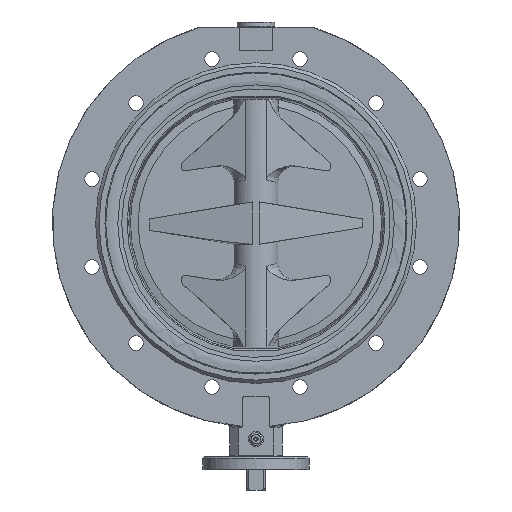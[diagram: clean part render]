
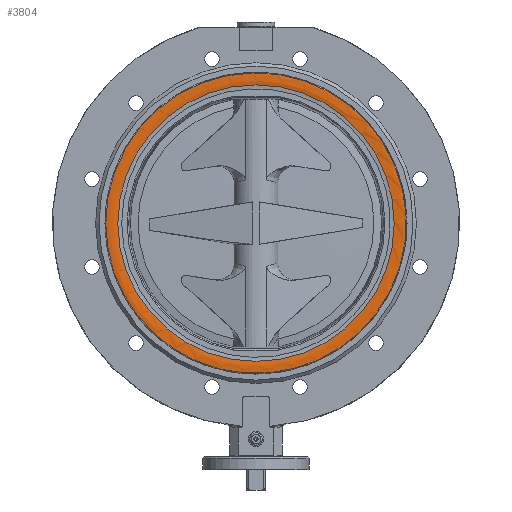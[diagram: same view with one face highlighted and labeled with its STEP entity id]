
A CAD part, left-side view. The second image highlights one B-rep face of the part: STEP entity #3804.
In plain terms, the highlighted toroidal (fillet/blend) face has major radius 171 mm and minor radius 35 mm.
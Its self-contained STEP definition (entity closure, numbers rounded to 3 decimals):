
#3445=CARTESIAN_POINT('',(-39.969,177.074,0.));
#3446=VERTEX_POINT('',#3445);
#3447=CARTESIAN_POINT('',(-39.969,0.,0.));
#3448=DIRECTION('',(-1.0,0.0,0.0));
#3449=DIRECTION('',(0.0,1.0,0.0));
#3450=AXIS2_PLACEMENT_3D('',#3447,#3448,#3449);
#3451=CIRCLE('',#3450,177.074);
#3452=EDGE_CURVE('',#3446,#3446,#3451,.T.);
#3785=CARTESIAN_POINT('',(-5.5,0.,0.));
#3786=DIRECTION('',(-1.0,0.,0.));
#3787=DIRECTION('',(0.0,0.0,-1.0));
#3788=AXIS2_PLACEMENT_3D('',#3785,#3786,#3787);
#3789=TOROIDAL_SURFACE('',#3788,171.0,35.);
#3790=CARTESIAN_POINT('',(-39.545,162.882,0.));
#3791=VERTEX_POINT('',#3790);
#3792=CARTESIAN_POINT('',(-39.545,0.,0.));
#3793=DIRECTION('',(-1.0,0.0,0.0));
#3794=DIRECTION('',(0.0,1.0,0.0));
#3795=AXIS2_PLACEMENT_3D('',#3792,#3793,#3794);
#3796=CIRCLE('',#3795,162.882);
#3797=EDGE_CURVE('',#3791,#3791,#3796,.T.);
#3798=ORIENTED_EDGE('',*,*,#3797,.F.);
#3799=EDGE_LOOP('',(#3798));
#3800=FACE_OUTER_BOUND('',#3799,.T.);
#3801=ORIENTED_EDGE('',*,*,#3452,.T.);
#3802=EDGE_LOOP('',(#3801));
#3803=FACE_BOUND('',#3802,.T.);
#3804=ADVANCED_FACE('',(#3800,#3803),#3789,.T.);
